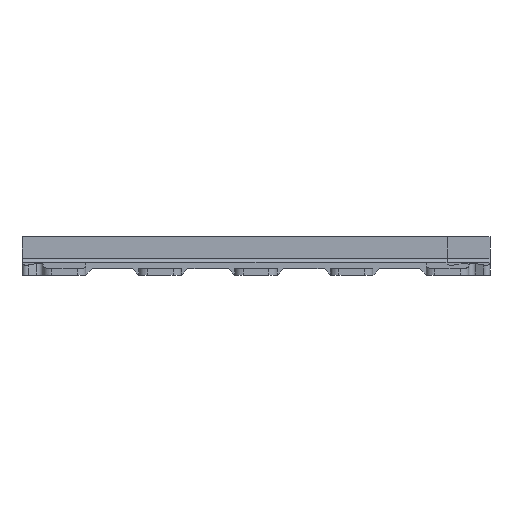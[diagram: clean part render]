
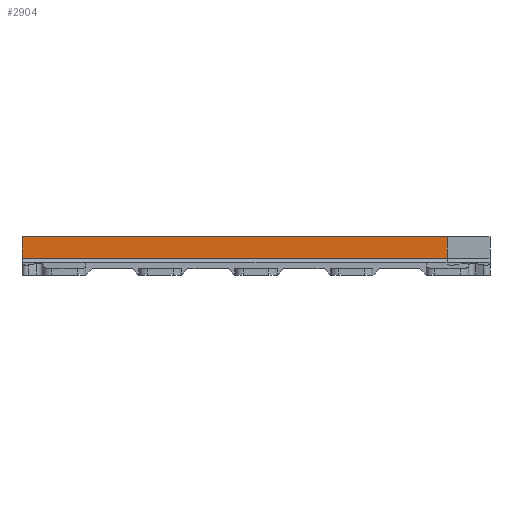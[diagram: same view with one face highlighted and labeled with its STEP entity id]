
A CAD part, left-side view. The second image highlights one B-rep face of the part: STEP entity #2904.
In plain terms, the highlighted planar face has unit normal (-1, 0, 0).
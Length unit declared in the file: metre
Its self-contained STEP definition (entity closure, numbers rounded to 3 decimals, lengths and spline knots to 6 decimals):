
#274=ORIENTED_EDGE('',*,*,#1096,.F.);
#275=ORIENTED_EDGE('',*,*,#1144,.T.);
#276=ORIENTED_EDGE('',*,*,#1145,.T.);
#277=ORIENTED_EDGE('',*,*,#1081,.T.);
#1081=EDGE_CURVE('',#1522,#1521,#1801,.T.);
#1096=EDGE_CURVE('',#1536,#1521,#1815,.T.);
#1144=EDGE_CURVE('',#1536,#1574,#1852,.F.);
#1145=EDGE_CURVE('',#1574,#1522,#1853,.T.);
#1521=VERTEX_POINT('',#4261);
#1522=VERTEX_POINT('',#4263);
#1536=VERTEX_POINT('',#4294);
#1574=VERTEX_POINT('',#4392);
#1801=LINE('',#4262,#2161);
#1815=LINE('',#4295,#2175);
#1852=LINE('',#4391,#2212);
#1853=LINE('',#4393,#2213);
#2161=VECTOR('',#3380,1.);
#2175=VECTOR('',#3402,1.);
#2212=VECTOR('',#3483,1.);
#2213=VECTOR('',#3484,1.);
#2482=EDGE_LOOP('',(#274,#275,#276,#277));
#2636=FACE_BOUND('',#2482,.T.);
#2786=PLANE('',#3083);
#2904=ADVANCED_FACE('',(#2636),#2786,.T.);
#3083=AXIS2_PLACEMENT_3D('',#4390,#3481,#3482);
#3380=DIRECTION('',(0.,1.,0.));
#3402=DIRECTION('',(0.,0.,1.));
#3481=DIRECTION('',(-1.,0.,0.));
#3482=DIRECTION('',(0.,0.,1.));
#3483=DIRECTION('',(0.,1.,0.));
#3484=DIRECTION('',(0.,0.,1.));
#4261=CARTESIAN_POINT('',(-0.027,0.005,0.006));
#4262=CARTESIAN_POINT('',(-0.027,-0.1,0.006));
#4263=CARTESIAN_POINT('',(-0.027,-0.0949,0.006));
#4294=CARTESIAN_POINT('',(-0.027,0.005,0.001));
#4295=CARTESIAN_POINT('',(-0.027,0.005,0.006002));
#4390=CARTESIAN_POINT('',(-0.027,-0.1,0.003));
#4391=CARTESIAN_POINT('',(-0.027,-0.0949,0.001));
#4392=CARTESIAN_POINT('',(-0.027,-0.0949,0.001));
#4393=CARTESIAN_POINT('',(-0.027,-0.0949,0.003));
